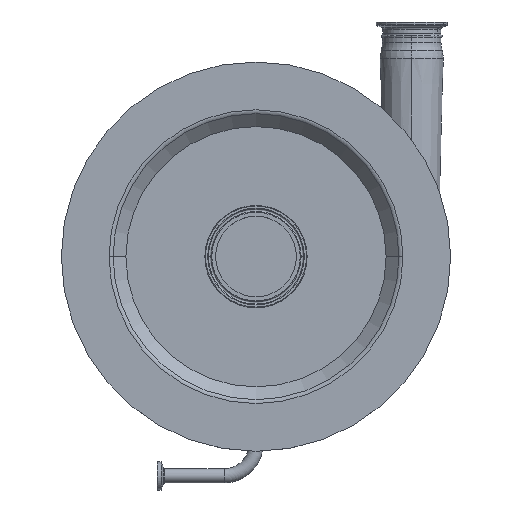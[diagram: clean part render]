
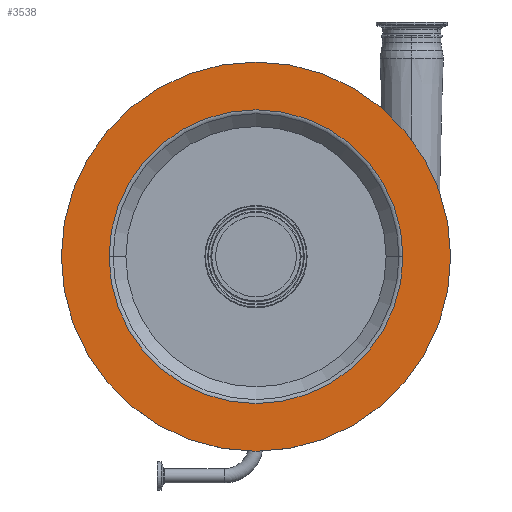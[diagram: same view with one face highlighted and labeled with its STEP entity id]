
A CAD part, top view. The second image highlights one B-rep face of the part: STEP entity #3538.
In plain terms, the highlighted planar face has unit normal (0, 0, 1).
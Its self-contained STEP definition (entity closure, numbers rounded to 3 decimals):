
#286 = CIRCLE ( 'NONE', #11443, 132.071 ) ;
#483 = CARTESIAN_POINT ( 'NONE',  ( -175., 0., 42. ) ) ;
#510 = ORIENTED_EDGE ( 'NONE', *, *, #17645, .F. ) ;
#526 = DIRECTION ( 'NONE',  ( 0., 0., -1. ) ) ;
#894 = VERTEX_POINT ( 'NONE', #483 ) ;
#1540 = EDGE_CURVE ( 'NONE', #894, #15027, #6964, .T. ) ;
#2017 = CARTESIAN_POINT ( 'NONE',  ( 0., 0., 42. ) ) ;
#2430 = DIRECTION ( 'NONE',  ( -1., 0., 0. ) ) ;
#2620 = FACE_BOUND ( 'NONE', #19514, .T. ) ;
#3538 = ADVANCED_FACE ( 'NONE', ( #2620, #14866 ), #4111, .F. ) ;
#4111 = PLANE ( 'NONE',  #11160 ) ;
#4260 = VERTEX_POINT ( 'NONE', #9589 ) ;
#4895 = DIRECTION ( 'NONE',  ( 0., 0., -1. ) ) ;
#4943 = DIRECTION ( 'NONE',  ( 0., 0., -1. ) ) ;
#6150 = EDGE_CURVE ( 'NONE', #4260, #19021, #286, .T. ) ;
#6189 = CARTESIAN_POINT ( 'NONE',  ( 0., 0., 42. ) ) ;
#6596 = DIRECTION ( 'NONE',  ( -1., 0., 0. ) ) ;
#6964 = CIRCLE ( 'NONE', #12688, 175. ) ;
#7829 = CARTESIAN_POINT ( 'NONE',  ( 0., 0., 42. ) ) ;
#8380 = EDGE_CURVE ( 'NONE', #19021, #4260, #13847, .T. ) ;
#8856 = AXIS2_PLACEMENT_3D ( 'NONE', #6189, #4895, #15543 ) ;
#9275 = ORIENTED_EDGE ( 'NONE', *, *, #1540, .F. ) ;
#9589 = CARTESIAN_POINT ( 'NONE',  ( -132.071, 0., 42. ) ) ;
#10556 = CARTESIAN_POINT ( 'NONE',  ( 175., 0., 42. ) ) ;
#10756 = DIRECTION ( 'NONE',  ( 0., 0., -1. ) ) ;
#11160 = AXIS2_PLACEMENT_3D ( 'NONE', #16077, #14567, #2430 ) ;
#11443 = AXIS2_PLACEMENT_3D ( 'NONE', #2017, #526, #6596 ) ;
#11568 = ORIENTED_EDGE ( 'NONE', *, *, #6150, .T. ) ;
#11636 = ORIENTED_EDGE ( 'NONE', *, *, #8380, .T. ) ;
#11781 = EDGE_LOOP ( 'NONE', ( #9275, #510 ) ) ;
#11894 = CARTESIAN_POINT ( 'NONE',  ( 132.071, 0., 42. ) ) ;
#12336 = DIRECTION ( 'NONE',  ( -1., 0., 0. ) ) ;
#12597 = AXIS2_PLACEMENT_3D ( 'NONE', #7829, #4943, #12336 ) ;
#12688 = AXIS2_PLACEMENT_3D ( 'NONE', #18188, #10756, #13632 ) ;
#13632 = DIRECTION ( 'NONE',  ( -1., 0., 0. ) ) ;
#13847 = CIRCLE ( 'NONE', #12597, 132.071 ) ;
#14567 = DIRECTION ( 'NONE',  ( 0., 0., -1. ) ) ;
#14866 = FACE_OUTER_BOUND ( 'NONE', #11781, .T. ) ;
#15027 = VERTEX_POINT ( 'NONE', #10556 ) ;
#15492 = CIRCLE ( 'NONE', #8856, 175. ) ;
#15543 = DIRECTION ( 'NONE',  ( -1., 0., 0. ) ) ;
#16077 = CARTESIAN_POINT ( 'NONE',  ( 0., 175., 42. ) ) ;
#17645 = EDGE_CURVE ( 'NONE', #15027, #894, #15492, .T. ) ;
#18188 = CARTESIAN_POINT ( 'NONE',  ( 0., 0., 42. ) ) ;
#19021 = VERTEX_POINT ( 'NONE', #11894 ) ;
#19514 = EDGE_LOOP ( 'NONE', ( #11568, #11636 ) ) ;
